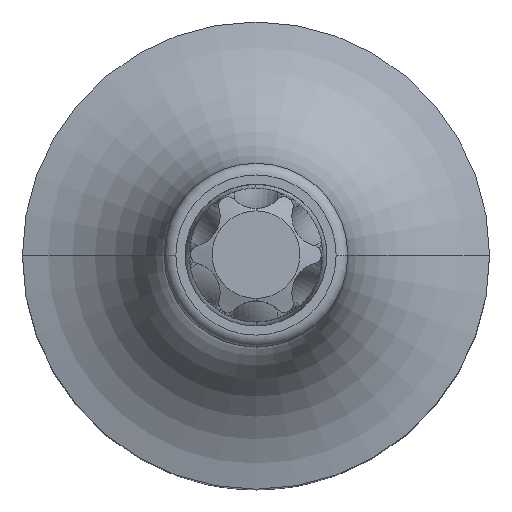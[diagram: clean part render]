
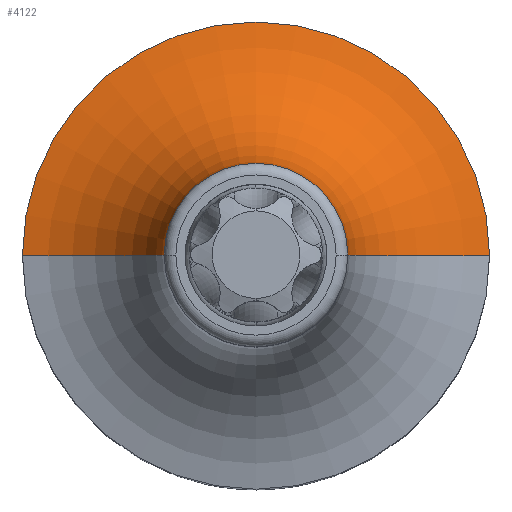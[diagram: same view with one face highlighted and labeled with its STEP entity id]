
A CAD part, top view. The second image highlights one B-rep face of the part: STEP entity #4122.
In plain terms, the highlighted toroidal (fillet/blend) face has major radius 15.5 mm and minor radius 10 mm.
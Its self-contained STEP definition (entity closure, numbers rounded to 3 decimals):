
#3688=CARTESIAN_POINT('',(0.,0.,26.7));
#3689=DIRECTION('',(0.,0.,1.));
#3690=DIRECTION('',(1.,0.,0.));
#3691=AXIS2_PLACEMENT_3D('',#3688,#3689,#3690);
#3696=CARTESIAN_POINT('',(15.5,0.,
36.587));
#3697=DIRECTION('',(0.,1.,0.));
#3698=DIRECTION('',(-0.15,0.,-0.989));
#3699=AXIS2_PLACEMENT_3D('',#3696,#3697,#3698);
#3704=CARTESIAN_POINT('',(-15.5,0.,
36.587));
#3705=DIRECTION('',(0.,-1.,0.));
#3706=DIRECTION('',(0.15,0.,-0.989));
#3707=AXIS2_PLACEMENT_3D('',#3704,#3705,#3706);
#3837=CARTESIAN_POINT('',(0.,0.,36.587));
#3838=DIRECTION('',(0.,0.,1.));
#3839=DIRECTION('',(1.,0.,0.));
#3840=AXIS2_PLACEMENT_3D('',#3837,#3838,#3839);
#3852=CARTESIAN_POINT('',(-14.,0.,26.7));
#3853=CARTESIAN_POINT('',(14.,0.,26.7));
#3854=VERTEX_POINT('',#3852);
#3855=VERTEX_POINT('',#3853);
#3856=CARTESIAN_POINT('',(-5.5,0.,36.587));
#3857=CARTESIAN_POINT('',(5.5,0.,36.587));
#3858=VERTEX_POINT('',#3856);
#3859=VERTEX_POINT('',#3857);
#4108=CARTESIAN_POINT('',(0.,0.,36.587));
#4109=DIRECTION('',(0.,0.,1.));
#4110=DIRECTION('',(1.,0.,0.));
#4111=AXIS2_PLACEMENT_3D('',#4108,#4109,#4110);
#4112=TOROIDAL_SURFACE('',#4111,15.5,10.);
#4113=ORIENTED_EDGE('',*,*,#4102,.F.);
#4115=ORIENTED_EDGE('',*,*,#4114,.T.);
#4117=ORIENTED_EDGE('',*,*,#4116,.T.);
#4119=ORIENTED_EDGE('',*,*,#4118,.F.);
#4120=EDGE_LOOP('',(#4113,#4115,#4117,#4119));
#4121=FACE_OUTER_BOUND('',#4120,.F.);
#4122=ADVANCED_FACE('',(#4121),#4112,.F.);
#3692=CIRCLE('',#3691,14.);
#3700=CIRCLE('',#3699,10.);
#3708=CIRCLE('',#3707,10.);
#3841=CIRCLE('',#3840,5.5);
#4102=EDGE_CURVE('',#3855,#3854,#3692,.T.);
#4114=EDGE_CURVE('',#3855,#3859,#3700,.T.);
#4116=EDGE_CURVE('',#3859,#3858,#3841,.T.);
#4118=EDGE_CURVE('',#3854,#3858,#3708,.T.);
